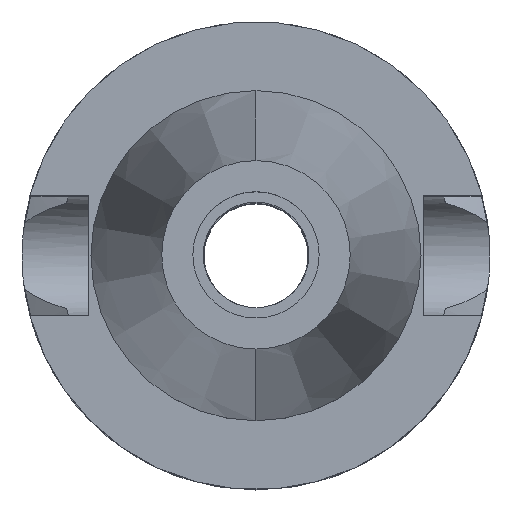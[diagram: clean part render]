
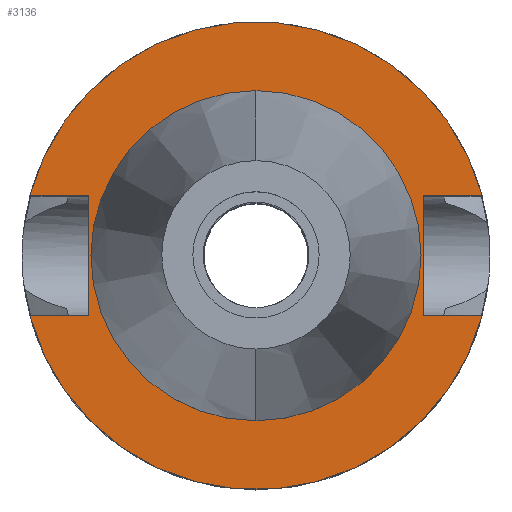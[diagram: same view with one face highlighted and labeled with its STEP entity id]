
A CAD part, top view. The second image highlights one B-rep face of the part: STEP entity #3136.
In plain terms, the highlighted planar face has unit normal (0, 0, 1).
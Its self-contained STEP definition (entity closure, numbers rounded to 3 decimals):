
#10 = CARTESIAN_POINT ( 'NONE',  ( -22.5, 8.05, -2. ) ) ;
#12 = CARTESIAN_POINT ( 'NONE',  ( 0., 0., -2. ) ) ;
#105 = VECTOR ( 'NONE', #2890, 1000. ) ;
#142 = ORIENTED_EDGE ( 'NONE', *, *, #1602, .T. ) ;
#170 = DIRECTION ( 'NONE',  ( 0., 0., -1. ) ) ;
#208 = CARTESIAN_POINT ( 'NONE',  ( 0., 0., -2. ) ) ;
#262 = CARTESIAN_POINT ( 'NONE',  ( 0., 22.225, -2. ) ) ;
#332 = LINE ( 'NONE', #1783, #3510 ) ;
#351 = CARTESIAN_POINT ( 'NONE',  ( 30.454, -8.05, -2. ) ) ;
#354 = VERTEX_POINT ( 'NONE', #351 ) ;
#378 = CARTESIAN_POINT ( 'NONE',  ( 0., 0., -2. ) ) ;
#382 = EDGE_LOOP ( 'NONE', ( #3005, #420 ) ) ;
#408 = CIRCLE ( 'NONE', #528, 22.225 ) ;
#420 = ORIENTED_EDGE ( 'NONE', *, *, #3378, .F. ) ;
#421 = LINE ( 'NONE', #1881, #1218 ) ;
#439 = CARTESIAN_POINT ( 'NONE',  ( -30.454, 8.05, -2. ) ) ;
#442 = EDGE_LOOP ( 'NONE', ( #142, #2985, #2901, #3599, #2514, #2662, #1859, #3273 ) ) ;
#528 = AXIS2_PLACEMENT_3D ( 'NONE', #208, #1273, #2195 ) ;
#561 = EDGE_CURVE ( 'NONE', #354, #677, #2812, .T. ) ;
#565 = DIRECTION ( 'NONE',  ( 0., 0., -1. ) ) ;
#677 = VERTEX_POINT ( 'NONE', #3362 ) ;
#903 = LINE ( 'NONE', #3151, #105 ) ;
#948 = DIRECTION ( 'NONE',  ( 0., 1., 0. ) ) ;
#1021 = EDGE_CURVE ( 'NONE', #3292, #2969, #332, .T. ) ;
#1052 = AXIS2_PLACEMENT_3D ( 'NONE', #2085, #1227, #948 ) ;
#1091 = CARTESIAN_POINT ( 'NONE',  ( 30.454, 8.05, -2. ) ) ;
#1108 = EDGE_CURVE ( 'NONE', #1160, #2417, #3639, .T. ) ;
#1139 = CARTESIAN_POINT ( 'NONE',  ( 0., -22.225, -2. ) ) ;
#1160 = VERTEX_POINT ( 'NONE', #262 ) ;
#1161 = VECTOR ( 'NONE', #1625, 1000. ) ;
#1218 = VECTOR ( 'NONE', #1819, 1000. ) ;
#1227 = DIRECTION ( 'NONE',  ( 0., 0., -1. ) ) ;
#1271 = EDGE_CURVE ( 'NONE', #2969, #2552, #3640, .T. ) ;
#1273 = DIRECTION ( 'NONE',  ( 0., 0., 1. ) ) ;
#1425 = DIRECTION ( 'NONE',  ( 0., 1., 0. ) ) ;
#1543 = CARTESIAN_POINT ( 'NONE',  ( 22.5, 8.05, -2. ) ) ;
#1602 = EDGE_CURVE ( 'NONE', #3292, #677, #421, .T. ) ;
#1625 = DIRECTION ( 'NONE',  ( 0., -1., 0. ) ) ;
#1648 = LINE ( 'NONE', #2743, #1161 ) ;
#1691 = VERTEX_POINT ( 'NONE', #1543 ) ;
#1783 = CARTESIAN_POINT ( 'NONE',  ( -22.5, -8.05, -2. ) ) ;
#1805 = VERTEX_POINT ( 'NONE', #1918 ) ;
#1811 = AXIS2_PLACEMENT_3D ( 'NONE', #378, #170, #2958 ) ;
#1819 = DIRECTION ( 'NONE',  ( -1., 0., 0. ) ) ;
#1830 = FACE_OUTER_BOUND ( 'NONE', #442, .T. ) ;
#1859 = ORIENTED_EDGE ( 'NONE', *, *, #1271, .F. ) ;
#1881 = CARTESIAN_POINT ( 'NONE',  ( -22.5, -8.05, -2. ) ) ;
#1918 = CARTESIAN_POINT ( 'NONE',  ( 22.5, -8.05, -2. ) ) ;
#1929 = CARTESIAN_POINT ( 'NONE',  ( -22.5, 8.05, -2. ) ) ;
#1944 = CIRCLE ( 'NONE', #1052, 31.5 ) ;
#1967 = CARTESIAN_POINT ( 'NONE',  ( 0., 0., -2. ) ) ;
#2071 = EDGE_CURVE ( 'NONE', #2552, #2375, #1944, .T. ) ;
#2085 = CARTESIAN_POINT ( 'NONE',  ( 0., 0., -2. ) ) ;
#2195 = DIRECTION ( 'NONE',  ( 0., -1., 0. ) ) ;
#2205 = EDGE_CURVE ( 'NONE', #1691, #1805, #1648, .T. ) ;
#2281 = AXIS2_PLACEMENT_3D ( 'NONE', #12, #565, #3307 ) ;
#2374 = FACE_BOUND ( 'NONE', #382, .T. ) ;
#2375 = VERTEX_POINT ( 'NONE', #1091 ) ;
#2417 = VERTEX_POINT ( 'NONE', #1139 ) ;
#2442 = CARTESIAN_POINT ( 'NONE',  ( -22.5, -8.05, -2. ) ) ;
#2444 = DIRECTION ( 'NONE',  ( 1., 0., 0. ) ) ;
#2467 = CARTESIAN_POINT ( 'NONE',  ( 22.5, 8.05, -2. ) ) ;
#2487 = DIRECTION ( 'NONE',  ( 0., 0., 1. ) ) ;
#2514 = ORIENTED_EDGE ( 'NONE', *, *, #3377, .T. ) ;
#2526 = VECTOR ( 'NONE', #3049, 1000. ) ;
#2552 = VERTEX_POINT ( 'NONE', #439 ) ;
#2635 = AXIS2_PLACEMENT_3D ( 'NONE', #1967, #2487, #1425 ) ;
#2662 = ORIENTED_EDGE ( 'NONE', *, *, #2071, .F. ) ;
#2743 = CARTESIAN_POINT ( 'NONE',  ( 22.5, 8.05, -2. ) ) ;
#2812 = CIRCLE ( 'NONE', #2281, 31.5 ) ;
#2890 = DIRECTION ( 'NONE',  ( 1., 0., 0. ) ) ;
#2901 = ORIENTED_EDGE ( 'NONE', *, *, #3042, .F. ) ;
#2913 = DIRECTION ( 'NONE',  ( 0., 1., 0. ) ) ;
#2958 = DIRECTION ( 'NONE',  ( 0., -1., 0. ) ) ;
#2969 = VERTEX_POINT ( 'NONE', #10 ) ;
#2985 = ORIENTED_EDGE ( 'NONE', *, *, #561, .F. ) ;
#2999 = VECTOR ( 'NONE', #2444, 1000. ) ;
#3005 = ORIENTED_EDGE ( 'NONE', *, *, #1108, .F. ) ;
#3016 = LINE ( 'NONE', #2467, #2999 ) ;
#3042 = EDGE_CURVE ( 'NONE', #1805, #354, #903, .T. ) ;
#3049 = DIRECTION ( 'NONE',  ( -1., 0., 0. ) ) ;
#3136 = ADVANCED_FACE ( 'NONE', ( #1830, #2374 ), #3201, .F. ) ;
#3151 = CARTESIAN_POINT ( 'NONE',  ( 22.5, -8.05, -2. ) ) ;
#3201 = PLANE ( 'NONE',  #1811 ) ;
#3273 = ORIENTED_EDGE ( 'NONE', *, *, #1021, .F. ) ;
#3292 = VERTEX_POINT ( 'NONE', #2442 ) ;
#3307 = DIRECTION ( 'NONE',  ( 0., -1., 0. ) ) ;
#3362 = CARTESIAN_POINT ( 'NONE',  ( -30.454, -8.05, -2. ) ) ;
#3377 = EDGE_CURVE ( 'NONE', #1691, #2375, #3016, .T. ) ;
#3378 = EDGE_CURVE ( 'NONE', #2417, #1160, #408, .T. ) ;
#3510 = VECTOR ( 'NONE', #2913, 1000. ) ;
#3599 = ORIENTED_EDGE ( 'NONE', *, *, #2205, .F. ) ;
#3639 = CIRCLE ( 'NONE', #2635, 22.225 ) ;
#3640 = LINE ( 'NONE', #1929, #2526 ) ;
